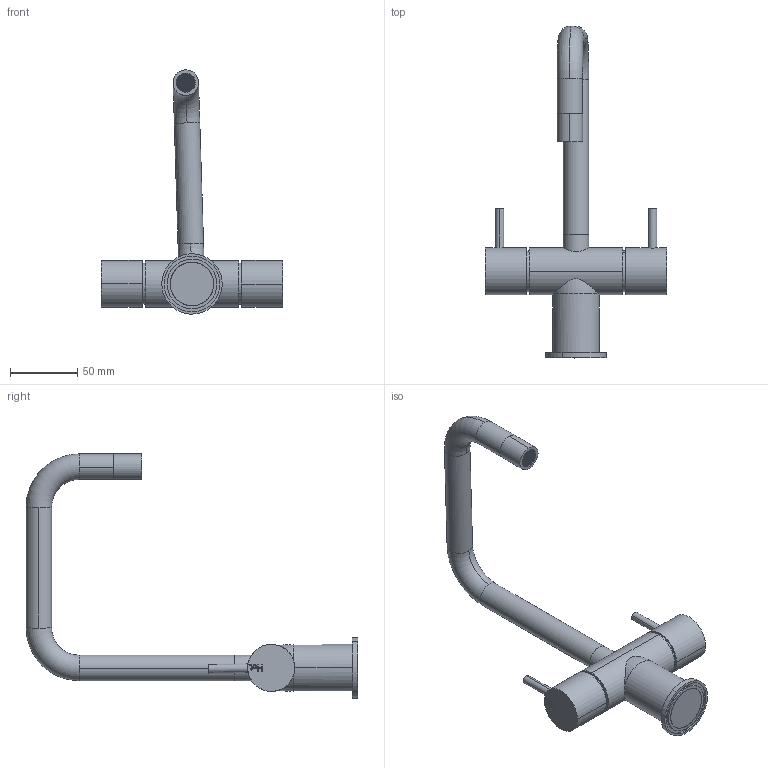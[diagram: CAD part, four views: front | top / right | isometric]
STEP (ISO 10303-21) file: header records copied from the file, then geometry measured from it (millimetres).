
FILE_DESCRIPTION (( 'STEP AP214' ), '1' );
FILE_NAME ('SUSSEX_SCALA_MINI_SLTSMQS5_mini_twin_sink_mixer_square_small_shell.STEP', '2021-07-12T00:16:07', ( '' ), ( '' ), 'SwSTEP 2.0', 'SolidWorks 2020', '' );
FILE_SCHEMA (( 'AUTOMOTIVE_DESIGN' ));
Length unit declared in the file: millimetre
Products named in the file (1): SUSSEX_SCALA_MINI_SLTSMQS5_mini_twin_sink_mixer_square_small_shell
Bounding box: 135 x 247.02 x 181.93 mm (x, y, z)
Volume: 201656.8 mm3; surface area: 76898.6 mm2
Topology: 11 solids, 11 shells, 2038 faces, 6112 edges, 4070 vertices
Faces by surface type: plane 1865, cylinder 98, bspline 57, torus 14, cone 4
Entity records: 91023 total; most frequent: CARTESIAN_POINT 13626, ORIENTED_EDGE 12224, DIRECTION 10268, EDGE_CURVE 6112, VECTOR 5636, LINE 5636, VERTEX_POINT 4070, EDGE_LOOP 2644
